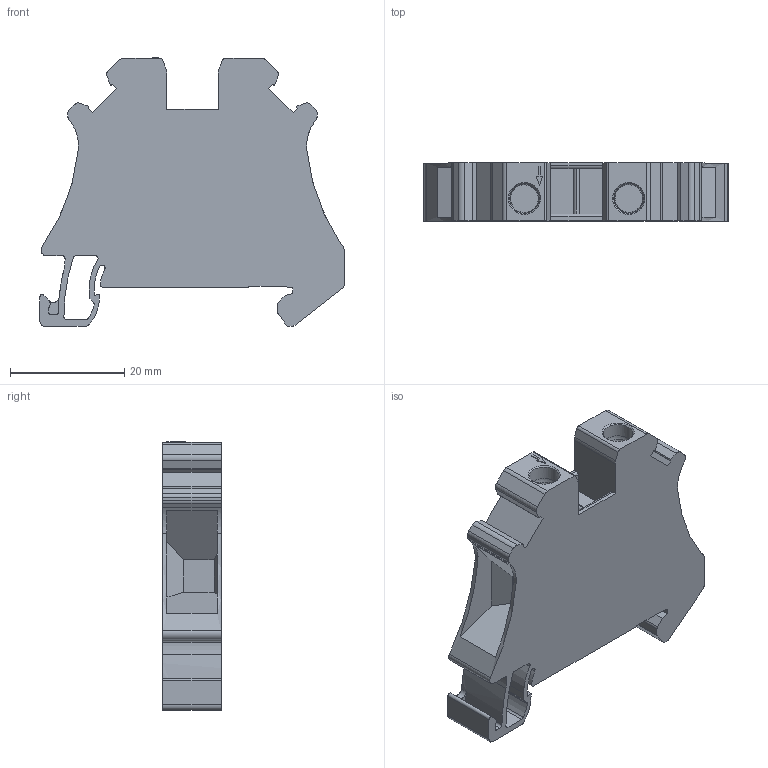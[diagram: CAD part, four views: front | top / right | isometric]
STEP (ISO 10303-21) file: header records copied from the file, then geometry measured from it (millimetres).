
FILE_DESCRIPTION( ('This file contains a STEP AP42 implementation' ,'as created by ZW3D STEP Interface translator.') ,'2;1' );
FILE_NAME( 'RUT10.stp' ,'23 322.1015 9', (''), ('ZWCAD Software Co.'), 'Version 1.0', 'ZW3D to STEP translator', '' );
FILE_SCHEMA(('AUTOMOTIVE_DESIGN { 1 0 10303 214 1 1 1 1 }'));
Length unit declared in the file: millimetre
Products named in the file (2): 0; RUT10ﾐﾂ
Bounding box: 53.2 x 10.15 x 47 mm (x, y, z)
Volume: 14773.7 mm3; surface area: 6745.5 mm2
Topology: 1 solids, 1 shells, 156 faces, 454 edges, 303 vertices
Faces by surface type: plane 88, cylinder 62, bspline 4, cone 2
Full cylindrical faces by diameter (mm): 5.2 x2
Entity records: 6377 total; most frequent: CARTESIAN_POINT 1987, ORIENTED_EDGE 908, DIRECTION 865, EDGE_CURVE 454, VERTEX_POINT 303, VECTOR 293, LINE 293, AXIS2_PLACEMENT_3D 286
